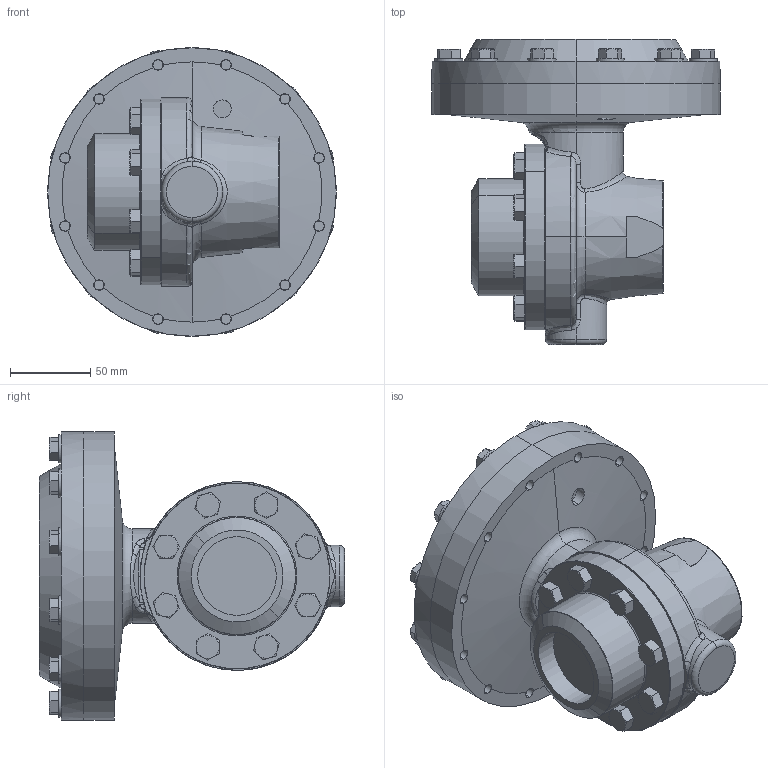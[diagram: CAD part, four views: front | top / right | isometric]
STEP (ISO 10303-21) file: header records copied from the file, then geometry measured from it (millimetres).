
FILE_DESCRIPTION (( 'STEP AP203' ), '1' );
FILE_NAME ('56-150-CS+S6-SW.step', '2017-10-04T15:19:04', ( '' ), ( '' ), 'SwSTEP 2.0', 'SolidWorks 2014', '' );
FILE_SCHEMA (( 'CONFIG_CONTROL_DESIGN' ));
Length unit declared in the file: inch
Products named in the file (1): 56-150-CS+S6-SW
Bounding box: 179.32 x 189.57 x 179.32 mm (x, y, z)
Volume: 1854452.1 mm3; surface area: 137081.8 mm2
Topology: 1 solids, 1 shells, 495 faces, 1190 edges, 725 vertices
Faces by surface type: plane 201, cone 156, cylinder 80, bspline 29, torus 25, sphere 4
Entity records: 17683 total; most frequent: CARTESIAN_POINT 6548, ORIENTED_EDGE 2380, DIRECTION 2253, EDGE_CURVE 1190, AXIS2_PLACEMENT_3D 942, VERTEX_POINT 725, EDGE_LOOP 523, FACE_OUTER_BOUND 495
